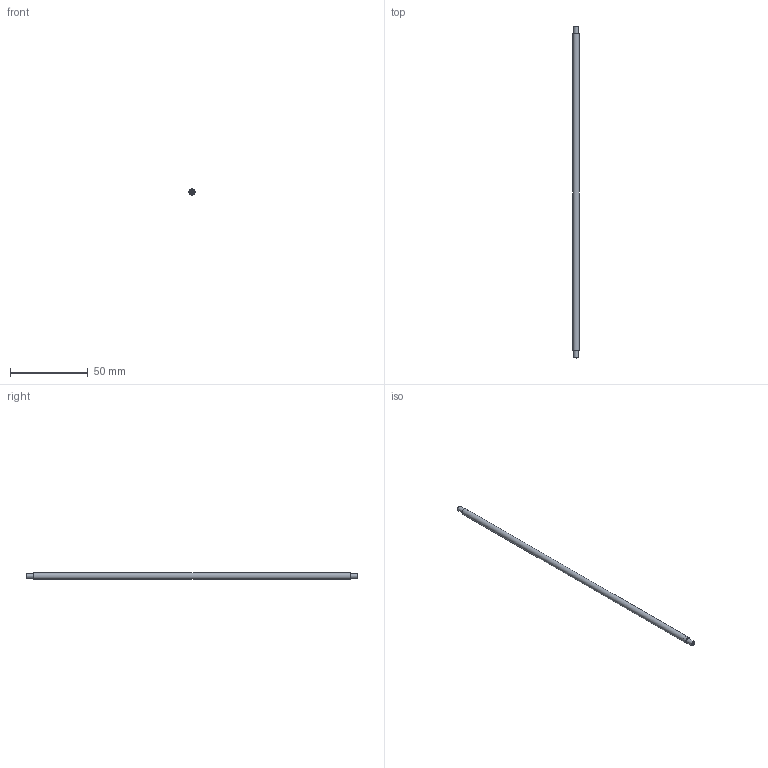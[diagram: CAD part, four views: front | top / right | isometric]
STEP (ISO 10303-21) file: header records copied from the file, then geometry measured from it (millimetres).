
FILE_DESCRIPTION (( 'STEP AP203' ), '1' );
FILE_NAME ('530186.STEP', '2025-05-07T05:51:33', ( 'Windows User' ), ( 'P R C' ), 'SwSTEP 2.0', 'SolidWorks 2020', '' );
FILE_SCHEMA (( 'CONFIG_CONTROL_DESIGN' ));
Length unit declared in the file: millimetre
Products named in the file (1): 530186
Bounding box: 4 x 213.2 x 4 mm (x, y, z)
Volume: 2603 mm3; surface area: 2843.2 mm2
Topology: 3 solids, 3 shells, 37 faces, 84 edges, 55 vertices
Faces by surface type: plane 20, cone 10, cylinder 5, bspline 2
Full cylindrical faces by diameter (mm): 2.5 x2, 3 x2, 4 x1
Entity records: 1045 total; most frequent: CARTESIAN_POINT 292, DIRECTION 132, ORIENTED_EDGE 116, EDGE_CURVE 58, EDGE_LOOP 56, AXIS2_PLACEMENT_3D 54, VERTEX_POINT 46, FACE_OUTER_BOUND 44
